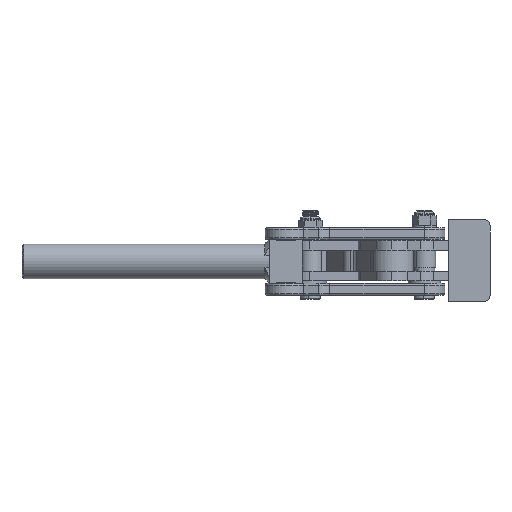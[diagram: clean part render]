
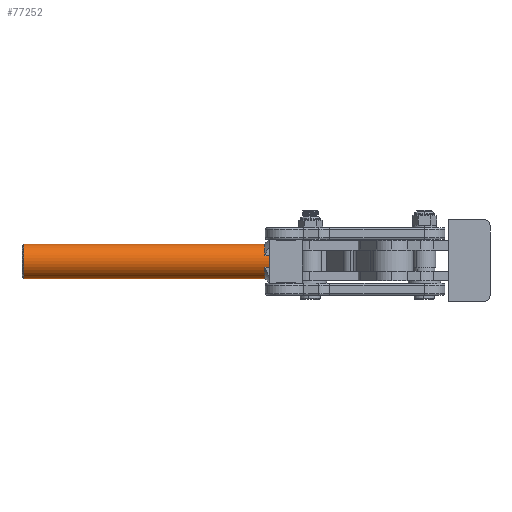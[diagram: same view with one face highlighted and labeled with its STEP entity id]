
A CAD part, left-side view. The second image highlights one B-rep face of the part: STEP entity #77252.
In plain terms, the highlighted cylindrical face has radius 10.625 mm (diameter 21.25 mm), a partial arc.
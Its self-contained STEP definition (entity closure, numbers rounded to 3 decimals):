
#5517 = CIRCLE ( 'NONE', #55315, 10.625 ) ;
#7467 = VERTEX_POINT ( 'NONE', #54833 ) ;
#7673 = LINE ( 'NONE', #51534, #54234 ) ;
#10582 = VERTEX_POINT ( 'NONE', #61488 ) ;
#11932 = CARTESIAN_POINT ( 'NONE',  ( -161., 0., 20.7 ) ) ;
#12640 = CIRCLE ( 'NONE', #61324, 10.625 ) ;
#15524 = EDGE_CURVE ( 'NONE', #7467, #63210, #12640, .T. ) ;
#18042 = DIRECTION ( 'NONE',  ( 0., 0., 1. ) ) ;
#18713 = CARTESIAN_POINT ( 'NONE',  ( -162., 0., 10.075 ) ) ;
#24962 = CARTESIAN_POINT ( 'NONE',  ( -10., 0., 20.7 ) ) ;
#26699 = CARTESIAN_POINT ( 'NONE',  ( -162., 0., 20.7 ) ) ;
#28299 = ORIENTED_EDGE ( 'NONE', *, *, #49053, .T. ) ;
#30809 = CARTESIAN_POINT ( 'NONE',  ( -10., 0., 31.325 ) ) ;
#31051 = ORIENTED_EDGE ( 'NONE', *, *, #34513, .F. ) ;
#31064 = DIRECTION ( 'NONE',  ( 0., 0., 1. ) ) ;
#32228 = ORIENTED_EDGE ( 'NONE', *, *, #15524, .T. ) ;
#34513 = EDGE_CURVE ( 'NONE', #70787, #63210, #7673, .T. ) ;
#43918 = EDGE_LOOP ( 'NONE', ( #31051, #28299, #76819, #32228 ) ) ;
#49053 = EDGE_CURVE ( 'NONE', #70787, #10582, #5517, .T. ) ;
#49701 = FACE_OUTER_BOUND ( 'NONE', #43918, .T. ) ;
#51534 = CARTESIAN_POINT ( 'NONE',  ( -162., 0., 31.325 ) ) ;
#54234 = VECTOR ( 'NONE', #69588, 1000. ) ;
#54415 = DIRECTION ( 'NONE',  ( 1., 0., 0. ) ) ;
#54833 = CARTESIAN_POINT ( 'NONE',  ( -10., 0., 10.075 ) ) ;
#55315 = AXIS2_PLACEMENT_3D ( 'NONE', #11932, #54415, #18042 ) ;
#55901 = VECTOR ( 'NONE', #67275, 1000. ) ;
#61324 = AXIS2_PLACEMENT_3D ( 'NONE', #24962, #67381, #31064 ) ;
#61488 = CARTESIAN_POINT ( 'NONE',  ( -161., 0., 10.075 ) ) ;
#62022 = CYLINDRICAL_SURFACE ( 'NONE', #78263, 10.625 ) ;
#62822 = CARTESIAN_POINT ( 'NONE',  ( -161., 0., 31.325 ) ) ;
#63029 = DIRECTION ( 'NONE',  ( 0., 0., -1. ) ) ;
#63210 = VERTEX_POINT ( 'NONE', #30809 ) ;
#67275 = DIRECTION ( 'NONE',  ( 1., 0., 0. ) ) ;
#67381 = DIRECTION ( 'NONE',  ( -1., 0., 0. ) ) ;
#69588 = DIRECTION ( 'NONE',  ( 1., 0., 0. ) ) ;
#70787 = VERTEX_POINT ( 'NONE', #62822 ) ;
#71228 = EDGE_CURVE ( 'NONE', #10582, #7467, #73960, .T. ) ;
#73960 = LINE ( 'NONE', #18713, #55901 ) ;
#75255 = DIRECTION ( 'NONE',  ( 1., 0., 0. ) ) ;
#76819 = ORIENTED_EDGE ( 'NONE', *, *, #71228, .T. ) ;
#77252 = ADVANCED_FACE ( 'NONE', ( #49701 ), #62022, .T. ) ;
#78263 = AXIS2_PLACEMENT_3D ( 'NONE', #26699, #75255, #63029 ) ;
